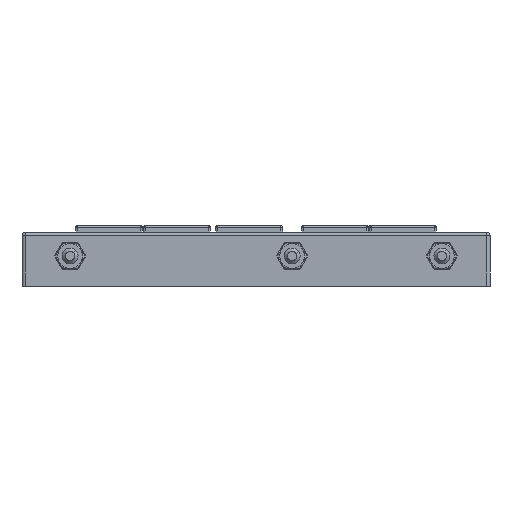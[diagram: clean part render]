
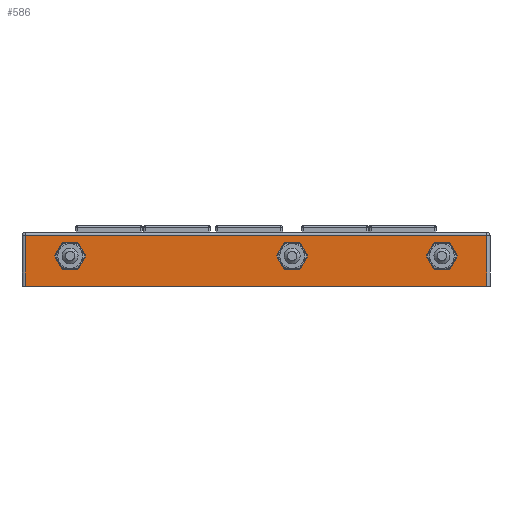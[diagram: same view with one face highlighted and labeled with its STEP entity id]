
A CAD part, front view. The second image highlights one B-rep face of the part: STEP entity #586.
In plain terms, the highlighted planar face has unit normal (0, -1, 0).
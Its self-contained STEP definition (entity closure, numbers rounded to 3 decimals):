
#586=ADVANCED_FACE('NONE',(#2259,#2260,#2261,#2262),#2263,.F.);
#2259=FACE_OUTER_BOUND('',#5183,.T.);
#2260=FACE_BOUND('',#5184,.T.);
#2261=FACE_BOUND('',#5185,.T.);
#2262=FACE_BOUND('',#5186,.T.);
#2263=PLANE('',#5187);
#5183=EDGE_LOOP('',(#9365,#9366,#9367,#9368));
#5184=EDGE_LOOP('',(#9369,#9370,#9371,#9372,#9373,#9374));
#5185=EDGE_LOOP('',(#9375,#9376,#9377,#9378,#9379,#9380));
#5186=EDGE_LOOP('',(#9381,#9382,#9383,#9384,#9385,#9386));
#5187=AXIS2_PLACEMENT_3D('',#9387,#9388,#9389);
#9365=ORIENTED_EDGE('',*,*,#19446,.T.);
#9366=ORIENTED_EDGE('',*,*,#19447,.T.);
#9367=ORIENTED_EDGE('',*,*,#19448,.T.);
#9368=ORIENTED_EDGE('',*,*,#19449,.T.);
#9369=ORIENTED_EDGE('',*,*,#19450,.F.);
#9370=ORIENTED_EDGE('',*,*,#19451,.F.);
#9371=ORIENTED_EDGE('',*,*,#19452,.F.);
#9372=ORIENTED_EDGE('',*,*,#19453,.F.);
#9373=ORIENTED_EDGE('',*,*,#19454,.F.);
#9374=ORIENTED_EDGE('',*,*,#19455,.F.);
#9375=ORIENTED_EDGE('',*,*,#19456,.F.);
#9376=ORIENTED_EDGE('',*,*,#19457,.F.);
#9377=ORIENTED_EDGE('',*,*,#19458,.F.);
#9378=ORIENTED_EDGE('',*,*,#19459,.F.);
#9379=ORIENTED_EDGE('',*,*,#19460,.F.);
#9380=ORIENTED_EDGE('',*,*,#19461,.F.);
#9381=ORIENTED_EDGE('',*,*,#19462,.F.);
#9382=ORIENTED_EDGE('',*,*,#19463,.F.);
#9383=ORIENTED_EDGE('',*,*,#19464,.F.);
#9384=ORIENTED_EDGE('',*,*,#19465,.F.);
#9385=ORIENTED_EDGE('',*,*,#19466,.F.);
#9386=ORIENTED_EDGE('',*,*,#19467,.F.);
#9387=CARTESIAN_POINT('',(-73.5,-73.0,8.5));
#9388=DIRECTION('',(0.0,1.0,0.0));
#9389=DIRECTION('',(1.0,0.0,-0.0));
#19446=EDGE_CURVE('NONE',#23302,#23303,#23304,.T.);
#19447=EDGE_CURVE('NONE',#23303,#23305,#23306,.T.);
#19448=EDGE_CURVE('NONE',#23305,#23307,#23308,.T.);
#19449=EDGE_CURVE('NONE',#23307,#23302,#23309,.T.);
#19450=EDGE_CURVE('NONE',#23310,#23311,#23312,.T.);
#19451=EDGE_CURVE('NONE',#23313,#23310,#23314,.T.);
#19452=EDGE_CURVE('NONE',#23315,#23313,#23316,.T.);
#19453=EDGE_CURVE('NONE',#23317,#23315,#23318,.T.);
#19454=EDGE_CURVE('NONE',#23319,#23317,#23320,.T.);
#19455=EDGE_CURVE('NONE',#23311,#23319,#23321,.T.);
#19456=EDGE_CURVE('NONE',#23322,#23323,#23324,.T.);
#19457=EDGE_CURVE('NONE',#23325,#23322,#23326,.T.);
#19458=EDGE_CURVE('NONE',#23327,#23325,#23328,.T.);
#19459=EDGE_CURVE('NONE',#23329,#23327,#23330,.T.);
#19460=EDGE_CURVE('NONE',#23331,#23329,#23332,.T.);
#19461=EDGE_CURVE('NONE',#23323,#23331,#23333,.T.);
#19462=EDGE_CURVE('NONE',#23334,#23335,#23336,.T.);
#19463=EDGE_CURVE('NONE',#23337,#23334,#23338,.T.);
#19464=EDGE_CURVE('NONE',#23339,#23337,#23340,.T.);
#19465=EDGE_CURVE('NONE',#23341,#23339,#23342,.T.);
#19466=EDGE_CURVE('NONE',#23343,#23341,#23344,.T.);
#19467=EDGE_CURVE('NONE',#23335,#23343,#23345,.T.);
#23302=VERTEX_POINT('NONE',#29353);
#23303=VERTEX_POINT('NONE',#29354);
#23304=LINE('',#29355,#29356);
#23305=VERTEX_POINT('NONE',#29357);
#23306=LINE('',#29358,#29359);
#23307=VERTEX_POINT('NONE',#29360);
#23308=LINE('',#29361,#29362);
#23309=LINE('',#29363,#29364);
#23310=VERTEX_POINT('NONE',#29365);
#23311=VERTEX_POINT('NONE',#29366);
#23312=LINE('',#29367,#29368);
#23313=VERTEX_POINT('NONE',#29369);
#23314=LINE('',#29370,#29371);
#23315=VERTEX_POINT('NONE',#29372);
#23316=LINE('',#29373,#29374);
#23317=VERTEX_POINT('NONE',#29375);
#23318=LINE('',#29376,#29377);
#23319=VERTEX_POINT('NONE',#29378);
#23320=LINE('',#29379,#29380);
#23321=LINE('',#29381,#29382);
#23322=VERTEX_POINT('NONE',#29383);
#23323=VERTEX_POINT('NONE',#29384);
#23324=LINE('',#29385,#29386);
#23325=VERTEX_POINT('NONE',#29387);
#23326=LINE('',#29388,#29389);
#23327=VERTEX_POINT('NONE',#29390);
#23328=LINE('',#29391,#29392);
#23329=VERTEX_POINT('NONE',#29393);
#23330=LINE('',#29394,#29395);
#23331=VERTEX_POINT('NONE',#29396);
#23332=LINE('',#29397,#29398);
#23333=LINE('',#29399,#29400);
#23334=VERTEX_POINT('NONE',#29401);
#23335=VERTEX_POINT('NONE',#29402);
#23336=LINE('',#29403,#29404);
#23337=VERTEX_POINT('NONE',#29405);
#23338=LINE('',#29406,#29407);
#23339=VERTEX_POINT('NONE',#29408);
#23340=LINE('',#29409,#29410);
#23341=VERTEX_POINT('NONE',#29411);
#23342=LINE('',#29412,#29413);
#23343=VERTEX_POINT('NONE',#29414);
#23344=LINE('',#29415,#29416);
#23345=LINE('',#29417,#29418);
#29353=CARTESIAN_POINT('',(-72.5,-73.0,-8.5));
#29354=CARTESIAN_POINT('',(72.5,-73.0,-8.5));
#29355=CARTESIAN_POINT('',(-73.5,-73.0,-8.5));
#29356=VECTOR('',#37196,1000.0);
#29357=CARTESIAN_POINT('',(72.5,-73.0,7.5));
#29358=CARTESIAN_POINT('',(72.5,-73.0,8.5));
#29359=VECTOR('',#37197,1000.0);
#29360=CARTESIAN_POINT('',(-72.5,-73.0,7.5));
#29361=CARTESIAN_POINT('',(-73.5,-73.0,7.5));
#29362=VECTOR('',#37198,1000.0);
#29363=CARTESIAN_POINT('',(-72.5,-73.0,8.5));
#29364=VECTOR('',#37199,1000.0);
#29365=CARTESIAN_POINT('',(60.854,-73.0,-3.25));
#29366=CARTESIAN_POINT('',(63.307,-73.0,1.));
#29367=CARTESIAN_POINT('',(60.854,-73.0,-3.25));
#29368=VECTOR('',#37200,1000.0);
#29369=CARTESIAN_POINT('',(55.946,-73.0,-3.25));
#29370=CARTESIAN_POINT('',(55.946,-73.0,-3.25));
#29371=VECTOR('',#37201,1000.0);
#29372=CARTESIAN_POINT('',(53.493,-73.0,1.));
#29373=CARTESIAN_POINT('',(53.493,-73.0,1.));
#29374=VECTOR('',#37202,1000.0);
#29375=CARTESIAN_POINT('',(55.946,-73.0,5.25));
#29376=CARTESIAN_POINT('',(55.946,-73.0,5.25));
#29377=VECTOR('',#37203,1000.0);
#29378=CARTESIAN_POINT('',(60.854,-73.0,5.25));
#29379=CARTESIAN_POINT('',(60.854,-73.0,5.25));
#29380=VECTOR('',#37204,1000.0);
#29381=CARTESIAN_POINT('',(63.307,-73.0,1.));
#29382=VECTOR('',#37205,1000.0);
#29383=CARTESIAN_POINT('',(13.804,-73.0,-3.25));
#29384=CARTESIAN_POINT('',(16.257,-73.0,1.0));
#29385=CARTESIAN_POINT('',(13.804,-73.0,-3.25));
#29386=VECTOR('',#37206,1000.0);
#29387=CARTESIAN_POINT('',(8.896,-73.0,-3.25));
#29388=CARTESIAN_POINT('',(8.896,-73.0,-3.25));
#29389=VECTOR('',#37207,1000.0);
#29390=CARTESIAN_POINT('',(6.443,-73.0,1.0));
#29391=CARTESIAN_POINT('',(6.443,-73.0,1.0));
#29392=VECTOR('',#37208,1000.0);
#29393=CARTESIAN_POINT('',(8.896,-73.0,5.25));
#29394=CARTESIAN_POINT('',(8.896,-73.0,5.25));
#29395=VECTOR('',#37209,1000.0);
#29396=CARTESIAN_POINT('',(13.804,-73.0,5.25));
#29397=CARTESIAN_POINT('',(13.804,-73.0,5.25));
#29398=VECTOR('',#37210,1000.0);
#29399=CARTESIAN_POINT('',(16.257,-73.0,1.0));
#29400=VECTOR('',#37211,1000.0);
#29401=CARTESIAN_POINT('',(-55.946,-73.0,-3.25));
#29402=CARTESIAN_POINT('',(-53.493,-73.0,1.));
#29403=CARTESIAN_POINT('',(-55.946,-73.0,-3.25));
#29404=VECTOR('',#37212,1000.0);
#29405=CARTESIAN_POINT('',(-60.854,-73.0,-3.25));
#29406=CARTESIAN_POINT('',(-60.854,-73.0,-3.25));
#29407=VECTOR('',#37213,1000.0);
#29408=CARTESIAN_POINT('',(-63.307,-73.0,1.));
#29409=CARTESIAN_POINT('',(-63.307,-73.0,1.));
#29410=VECTOR('',#37214,1000.0);
#29411=CARTESIAN_POINT('',(-60.854,-73.0,5.25));
#29412=CARTESIAN_POINT('',(-60.854,-73.0,5.25));
#29413=VECTOR('',#37215,1000.0);
#29414=CARTESIAN_POINT('',(-55.946,-73.0,5.25));
#29415=CARTESIAN_POINT('',(-55.946,-73.0,5.25));
#29416=VECTOR('',#37216,1000.0);
#29417=CARTESIAN_POINT('',(-53.493,-73.0,1.));
#29418=VECTOR('',#37217,1000.0);
#37196=DIRECTION('',(1.0,0.0,0.0));
#37197=DIRECTION('',(-0.0,-0.0,1.0));
#37198=DIRECTION('',(-1.0,0.0,-0.0));
#37199=DIRECTION('',(-0.0,0.0,-1.0));
#37200=DIRECTION('',(0.5,0.0,0.866));
#37201=DIRECTION('',(1.0,0.0,0.));
#37202=DIRECTION('',(0.5,0.0,-0.866));
#37203=DIRECTION('',(-0.5,0.0,-0.866));
#37204=DIRECTION('',(-1.0,0.0,0.0));
#37205=DIRECTION('',(-0.5,0.0,0.866));
#37206=DIRECTION('',(0.5,0.0,0.866));
#37207=DIRECTION('',(1.0,0.0,0.0));
#37208=DIRECTION('',(0.5,0.0,-0.866));
#37209=DIRECTION('',(-0.5,0.0,-0.866));
#37210=DIRECTION('',(-1.0,0.0,0.));
#37211=DIRECTION('',(-0.5,0.0,0.866));
#37212=DIRECTION('',(0.5,0.0,0.866));
#37213=DIRECTION('',(1.0,0.0,0.));
#37214=DIRECTION('',(0.5,0.0,-0.866));
#37215=DIRECTION('',(-0.5,0.0,-0.866));
#37216=DIRECTION('',(-1.0,0.0,0.0));
#37217=DIRECTION('',(-0.5,0.0,0.866));
